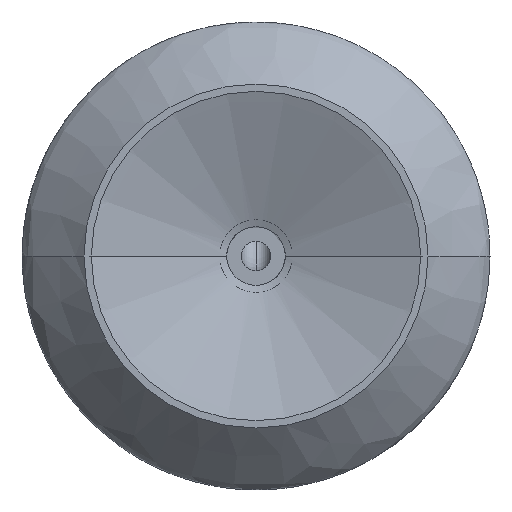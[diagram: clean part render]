
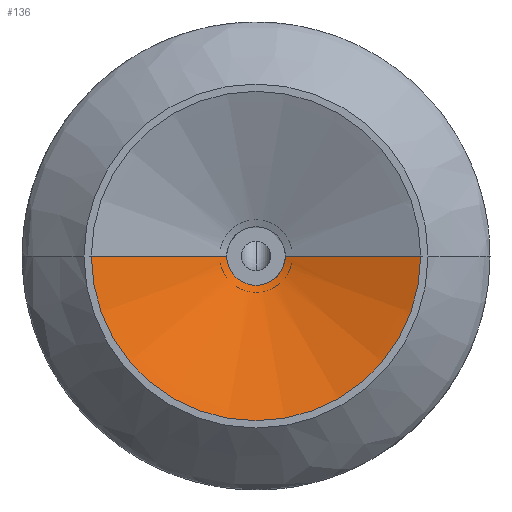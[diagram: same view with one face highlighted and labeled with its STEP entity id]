
A CAD part, front view. The second image highlights one B-rep face of the part: STEP entity #136.
In plain terms, the highlighted conical face has half-angle 68.962 degrees and reference radius 4 mm.
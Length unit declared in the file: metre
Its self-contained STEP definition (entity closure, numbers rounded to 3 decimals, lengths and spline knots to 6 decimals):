
#136=ADVANCED_FACE('1:28',(#190),#191,.F.);
#190=FACE_OUTER_BOUND('',#868,.T.);
#191=CONICAL_SURFACE('',#869,0.004,1.204);
#868=EDGE_LOOP('',(#1561,#1562,#1563,#1564));
#869=AXIS2_PLACEMENT_3D('',#1565,#1566,#1567);
#1561=ORIENTED_EDGE('',*,*,#1871,.F.);
#1562=ORIENTED_EDGE('',*,*,#1858,.F.);
#1563=ORIENTED_EDGE('',*,*,#1872,.F.);
#1564=ORIENTED_EDGE('',*,*,#1873,.T.);
#1565=CARTESIAN_POINT('',(0.0,0.02,0.0));
#1566=DIRECTION('',(-0.0,-1.0,-0.0));
#1567=DIRECTION('',(-1.0,0.0,0.0));
#1858=EDGE_CURVE('1:130',#1968,#1964,#1970,.T.);
#1871=EDGE_CURVE('',#1964,#1992,#1993,.T.);
#1872=EDGE_CURVE('',#1994,#1968,#1995,.T.);
#1873=EDGE_CURVE('1:43',#1994,#1992,#1996,.T.);
#1964=VERTEX_POINT('',#2136);
#1968=VERTEX_POINT('',#2143);
#1970=CIRCLE('',#2148,0.03);
#1992=VERTEX_POINT('',#2217);
#1993=LINE('',#2218,#2219);
#1994=VERTEX_POINT('',#2220);
#1995=LINE('',#2221,#2222);
#1996=CIRCLE('',#2223,0.004);
#2136=CARTESIAN_POINT('',(-0.03,0.01,0.));
#2143=CARTESIAN_POINT('',(0.03,0.01,0.));
#2148=AXIS2_PLACEMENT_3D('',#2411,#2412,#2413);
#2217=CARTESIAN_POINT('',(-0.004,0.02,0.));
#2218=CARTESIAN_POINT('',(-0.004,0.02,0.));
#2219=VECTOR('',#2428,1.0);
#2220=CARTESIAN_POINT('',(0.004,0.02,0.));
#2221=CARTESIAN_POINT('',(0.004,0.02,0.));
#2222=VECTOR('',#2429,1.0);
#2223=AXIS2_PLACEMENT_3D('',#2430,#2431,#2432);
#2411=CARTESIAN_POINT('',(0.0,0.01,0.0));
#2412=DIRECTION('',(0.0,1.0,0.0));
#2413=DIRECTION('',(-1.0,0.0,0.0));
#2428=DIRECTION('',(0.933,0.359,0.));
#2429=DIRECTION('',(0.933,-0.359,0.));
#2430=CARTESIAN_POINT('',(0.,0.02,0.));
#2431=DIRECTION('',(0.0,1.0,-0.0));
#2432=DIRECTION('',(-1.0,0.0,0.));
